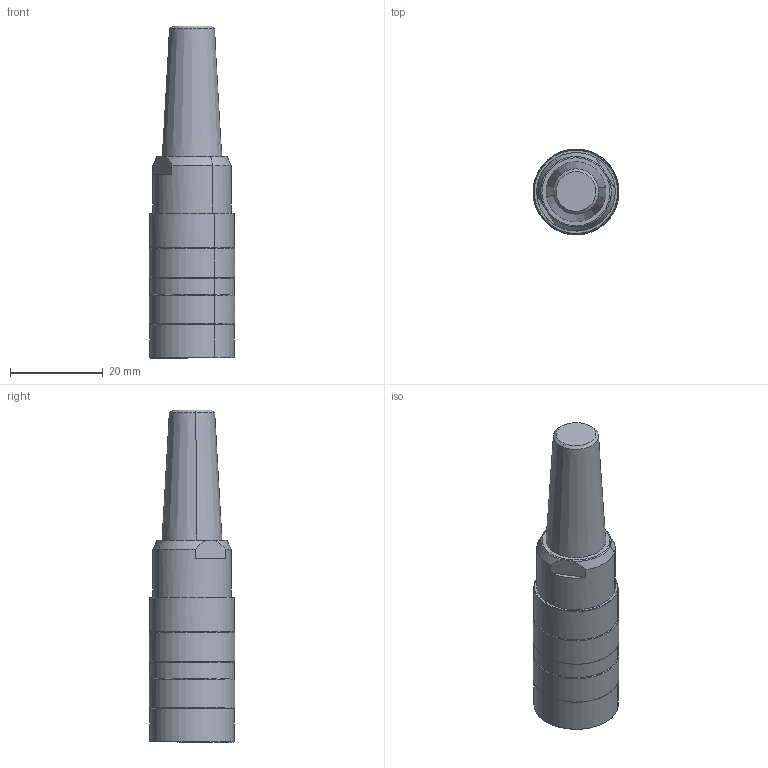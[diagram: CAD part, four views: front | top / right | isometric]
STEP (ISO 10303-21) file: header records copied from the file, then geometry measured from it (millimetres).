
FILE_DESCRIPTION(('CATIA V5 STEP Exchange','CAx-IF Rec.Pracs.--- Model Styling and Organization---1.5--- 2016-08-15','CAx-IF Rec.Pracs.---Supplemental Geometry---1.0---2011-11-01','CAx-IF Rec.Pracs.--- Composite Materials ---1.1---2010-07-15'),'2;1');
FILE_NAME ('015894-1_0', '2025-08-20T09:35:03+00:00', ('none'), ('Weidmueller'), 'CATIA Version 5-6 Release 2024 SP4', 'CATIA V5 STEP AP214 v3', 'none');
FILE_SCHEMA(('AUTOMOTIVE_DESIGN { 1 0 10303 214 1 1 1 1 }'));
Length unit declared in the file: millimetre
Products named in the file (1): 1548830000
Bounding box: 18.49 x 18.49 x 71.5 mm (x, y, z)
Volume: 12680.7 mm3; surface area: 4798.1 mm2
Topology: 1 solids, 2 shells, 143 faces, 322 edges, 213 vertices
Faces by surface type: cylinder 73, plane 42, cone 24, bspline 2, torus 2
Entity records: 4631 total; most frequent: CARTESIAN_POINT 1428, ORIENTED_EDGE 640, DIRECTION 535, EDGE_CURVE 320, AXIS2_PLACEMENT_3D 286, VERTEX_POINT 213, EDGE_LOOP 175, CIRCLE 145
